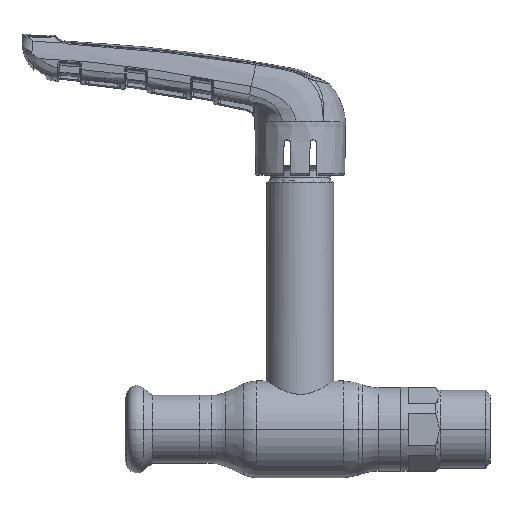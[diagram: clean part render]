
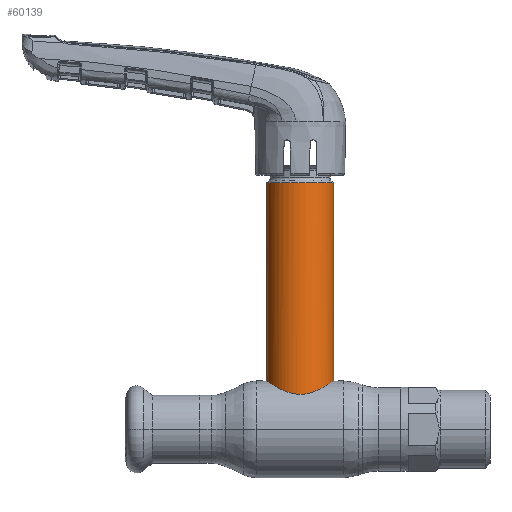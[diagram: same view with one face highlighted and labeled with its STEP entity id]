
A CAD part, top view. The second image highlights one B-rep face of the part: STEP entity #60139.
In plain terms, the highlighted cylindrical face has radius 9 mm (diameter 18 mm), a partial arc.
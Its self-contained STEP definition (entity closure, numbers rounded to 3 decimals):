
#459 = EDGE_LOOP ( 'NONE', ( #59040, #37876, #43165, #23732 ) ) ;
#2106 = CARTESIAN_POINT ( 'NONE',  ( -8.51, 12.665, 2.988 ) ) ;
#2339 = CARTESIAN_POINT ( 'NONE',  ( 4.041, 10.212, 8.047 ) ) ;
#2572 = CARTESIAN_POINT ( 'NONE',  ( 8.922, 12.946, 1.22 ) ) ;
#2745 = EDGE_CURVE ( 'NONE', #55544, #6855, #57064, .T. ) ;
#2801 = CARTESIAN_POINT ( 'NONE',  ( 5.933, 11.095, 6.791 ) ) ;
#2812 = LINE ( 'NONE', #3837, #36598 ) ;
#3217 = AXIS2_PLACEMENT_3D ( 'NONE', #26080, #53506, #15457 ) ;
#3837 = CARTESIAN_POINT ( 'NONE',  ( 9., 0., 0. ) ) ;
#3990 = CARTESIAN_POINT ( 'NONE',  ( 9., 13., 0. ) ) ;
#6855 = VERTEX_POINT ( 'NONE', #36642 ) ;
#7547 = CARTESIAN_POINT ( 'NONE',  ( -7.764, 12.174, 4.589 ) ) ;
#7755 = CARTESIAN_POINT ( 'NONE',  ( -9., 66.219, 0. ) ) ;
#7772 = CARTESIAN_POINT ( 'NONE',  ( -2.971, 9.836, 8.501 ) ) ;
#7996 = CARTESIAN_POINT ( 'NONE',  ( 8.159, 12.433, 3.81 ) ) ;
#8459 = CARTESIAN_POINT ( 'NONE',  ( -5.938, 11.097, 6.787 ) ) ;
#8676 = CARTESIAN_POINT ( 'NONE',  ( 1.215, 9.441, 8.938 ) ) ;
#9025 = DIRECTION ( 'NONE',  ( 0., -1., 0. ) ) ;
#10415 = DIRECTION ( 'NONE',  ( 0., -1., 0. ) ) ;
#12967 = CARTESIAN_POINT ( 'NONE',  ( -7.11, 11.768, 5.549 ) ) ;
#13200 = CARTESIAN_POINT ( 'NONE',  ( -0.618, 9.396, 8.984 ) ) ;
#13286 = VERTEX_POINT ( 'NONE', #3990 ) ;
#13444 = CARTESIAN_POINT ( 'NONE',  ( 8.985, 12.989, 0.61 ) ) ;
#15096 = FACE_OUTER_BOUND ( 'NONE', #459, .T. ) ;
#15457 = DIRECTION ( 'NONE',  ( -1., 0., 0. ) ) ;
#18610 = CARTESIAN_POINT ( 'NONE',  ( 2.969, 9.827, 8.516 ) ) ;
#18743 = EDGE_CURVE ( 'NONE', #18771, #55544, #68394, .T. ) ;
#18771 = VERTEX_POINT ( 'NONE', #20890 ) ;
#20890 = CARTESIAN_POINT ( 'NONE',  ( 9., 66.219, 0. ) ) ;
#21776 = CARTESIAN_POINT ( 'NONE',  ( 0., 0., 0. ) ) ;
#23604 = CARTESIAN_POINT ( 'NONE',  ( -8.937, 12.956, 1.223 ) ) ;
#23732 = ORIENTED_EDGE ( 'NONE', *, *, #66180, .T. ) ;
#23840 = CARTESIAN_POINT ( 'NONE',  ( -5.494, 10.863, 7.151 ) ) ;
#24080 = CARTESIAN_POINT ( 'NONE',  ( 5.496, 10.864, 7.15 ) ) ;
#24530 = CARTESIAN_POINT ( 'NONE',  ( 9., 13., 0. ) ) ;
#25112 = CARTESIAN_POINT ( 'NONE',  ( -9., 0., 0. ) ) ;
#26080 = CARTESIAN_POINT ( 'NONE',  ( 0., 66.219, 0. ) ) ;
#28040 = CARTESIAN_POINT ( 'NONE',  ( -9., 13., 0. ) ) ;
#29498 = CARTESIAN_POINT ( 'NONE',  ( -2.403, 9.68, 8.678 ) ) ;
#29952 = CARTESIAN_POINT ( 'NONE',  ( 4.547, 10.422, 7.772 ) ) ;
#30188 = CARTESIAN_POINT ( 'NONE',  ( 7.748, 12.166, 4.589 ) ) ;
#32146 = DIRECTION ( 'NONE',  ( 0., -1., 0. ) ) ;
#34679 = CARTESIAN_POINT ( 'NONE',  ( 2.405, 9.667, 8.694 ) ) ;
#34916 = CARTESIAN_POINT ( 'NONE',  ( -3.249, 9.924, 8.398 ) ) ;
#35136 = CARTESIAN_POINT ( 'NONE',  ( 8.511, 12.665, 2.987 ) ) ;
#36598 = VECTOR ( 'NONE', #32146, 1000. ) ;
#36642 = CARTESIAN_POINT ( 'NONE',  ( -9., 13., 0. ) ) ;
#37876 = ORIENTED_EDGE ( 'NONE', *, *, #18743, .T. ) ;
#39892 = DIRECTION ( 'NONE',  ( -1., 0., 0. ) ) ;
#39910 = CARTESIAN_POINT ( 'NONE',  ( -8.046, 12.358, 4.075 ) ) ;
#40138 = CARTESIAN_POINT ( 'NONE',  ( 9., 13., 0.305 ) ) ;
#40608 = CARTESIAN_POINT ( 'NONE',  ( 3.778, 10.11, 8.174 ) ) ;
#42662 = VECTOR ( 'NONE', #9025, 1000. ) ;
#43165 = ORIENTED_EDGE ( 'NONE', *, *, #2745, .T. ) ;
#45552 = CARTESIAN_POINT ( 'NONE',  ( -1.227, 9.456, 8.921 ) ) ;
#45781 = CARTESIAN_POINT ( 'NONE',  ( -4.052, 10.206, 8.057 ) ) ;
#46007 = CARTESIAN_POINT ( 'NONE',  ( 7.112, 11.769, 5.546 ) ) ;
#46474 = CARTESIAN_POINT ( 'NONE',  ( -1.526, 9.5, 8.875 ) ) ;
#48896 = AXIS2_PLACEMENT_3D ( 'NONE', #21776, #10415, #39892 ) ;
#49734 = CYLINDRICAL_SURFACE ( 'NONE', #48896, 9. ) ;
#51013 = CARTESIAN_POINT ( 'NONE',  ( 0.609, 9.381, 9. ) ) ;
#51695 = CARTESIAN_POINT ( 'NONE',  ( 8.691, 12.787, 2.417 ) ) ;
#51920 = CARTESIAN_POINT ( 'NONE',  ( 8.029, 12.347, 4.077 ) ) ;
#53506 = DIRECTION ( 'NONE',  ( 0., -1., 0. ) ) ;
#55544 = VERTEX_POINT ( 'NONE', #7755 ) ;
#55996 = CARTESIAN_POINT ( 'NONE',  ( -9., 13., 0.618 ) ) ;
#56450 = CARTESIAN_POINT ( 'NONE',  ( 4.79, 10.531, 7.625 ) ) ;
#56692 = CARTESIAN_POINT ( 'NONE',  ( -6.744, 11.549, 5.986 ) ) ;
#57064 = LINE ( 'NONE', #25112, #42662 ) ;
#59040 = ORIENTED_EDGE ( 'NONE', *, *, #62537, .F. ) ;
#60139 = ADVANCED_FACE ( 'NONE', ( #15096 ), #49734, .T. ) ;
#61640 = CARTESIAN_POINT ( 'NONE',  ( -0.308, 9.381, 9. ) ) ;
#61879 = CARTESIAN_POINT ( 'NONE',  ( 6.747, 11.55, 5.984 ) ) ;
#62344 = CARTESIAN_POINT ( 'NONE',  ( 7.597, 12.07, 4.835 ) ) ;
#62537 = EDGE_CURVE ( 'NONE', #18771, #13286, #2812, .T. ) ;
#62568 = CARTESIAN_POINT ( 'NONE',  ( -2.114, 9.612, 8.753 ) ) ;
#66180 = EDGE_CURVE ( 'NONE', #6855, #13286, #68665, .T. ) ;
#66855 = CARTESIAN_POINT ( 'NONE',  ( -8.694, 12.789, 2.406 ) ) ;
#67306 = CARTESIAN_POINT ( 'NONE',  ( 8.875, 12.914, 1.525 ) ) ;
#68009 = CARTESIAN_POINT ( 'NONE',  ( -4.552, 10.419, 7.785 ) ) ;
#68394 = CIRCLE ( 'NONE', #3217, 9. ) ;
#68665 = B_SPLINE_CURVE_WITH_KNOTS ( 'NONE', 3,
 ( #28040, #55996, #23604, #66855, #2106, #39910, #7547, #12967, #56692, #8459, #23840, #68009, #45781, #34916, #7772, #29498, #62568, #46474, #45552, #13200, #61640, #51013, #8676, #34679, #18610, #40608, #2339, #29952, #56450, #24080, #2801, #61879, #46007, #62344, #30188, #51920, #7996, #35136, #51695, #67306, #2572, #13444, #40138, #24530 ),
 .UNSPECIFIED., .F., .F.,
 ( 4, 2, 2, 2, 2, 2, 2, 2, 2, 2, 2, 2, 2, 2, 2, 2, 2, 2, 2, 2, 2, 4 ),
 ( 0., 0.002, 0.004, 0.005, 0.007, 0.009, 0.011, 0.012, 0.013, 0.014, 0.015, 0.016, 0.018, 0.019, 0.02, 0.022, 0.024, 0.025, 0.026, 0.027, 0.028, 0.029 ),
 .UNSPECIFIED. ) ;
